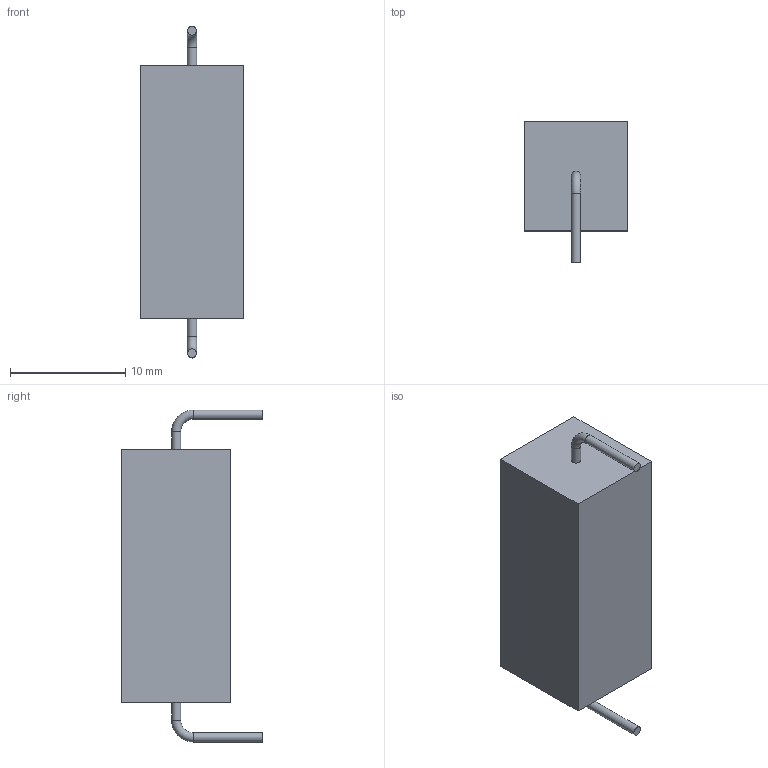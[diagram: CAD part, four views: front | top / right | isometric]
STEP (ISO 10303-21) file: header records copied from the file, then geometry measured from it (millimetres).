
FILE_DESCRIPTION(('STEP AP214'), '1');
FILE_NAME('Pattern 凎賥嚦闉 SQP-7', '', ('UNSPECIFIED'), ('UNSPECIFIED'), 'ASCON STEP Converter 1.3', 'ASCON Math Kernel', '');
FILE_SCHEMA(('AUTOMOTIVE_DESIGN { 1 0 10303 214 3 1 1}'));
Length unit declared in the file: millimetre
Bounding box: 9 x 12.25 x 28.8 mm (x, y, z)
Volume: 1890.9 mm3; surface area: 1036.6 mm2
Topology: 3 solids, 3 shells, 16 faces, 29 edges, 20 vertices
Faces by surface type: plane 10, cylinder 4, torus 2
Full cylindrical faces by diameter (mm): 0.8 x4
Entity records: 549 total; most frequent: DIRECTION 66, CARTESIAN_POINT 56, ORIENTED_EDGE 40, AXIS2_PLACEMENT_3D 26, EDGE_LOOP 22, COLOUR_RGB 20, PRESENTATION_STYLE_ASSIGNMENT 20, STYLED_ITEM 20
